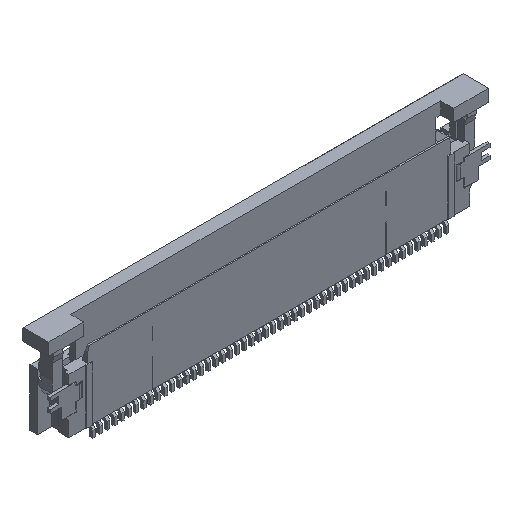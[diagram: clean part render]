
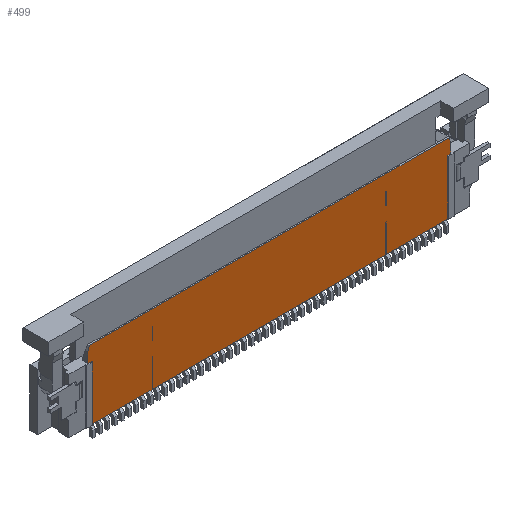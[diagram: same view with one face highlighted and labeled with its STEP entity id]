
A CAD part, isometric view. The second image highlights one B-rep face of the part: STEP entity #499.
In plain terms, the highlighted planar face has unit normal (0, -1, 0).
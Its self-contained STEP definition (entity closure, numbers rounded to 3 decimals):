
#499=ADVANCED_FACE('',(#2964,#2965,#2966),#2967,.T.);
#2964=FACE_OUTER_BOUND('',#7276,.T.);
#2965=FACE_BOUND('',#7277,.T.);
#2966=FACE_BOUND('',#7278,.T.);
#2967=PLANE('',#7279);
#7276=EDGE_LOOP('',(#13195,#13196,#13197,#13198,#13199,#13200,#13201,#13202,#13203,#13204,#13205,#13206,#13207,#13208,#13209,#13210,#13211,#13212));
#7277=EDGE_LOOP('',(#13213,#13214,#13215,#13216));
#7278=EDGE_LOOP('',(#13217,#13218,#13219,#13220));
#7279=AXIS2_PLACEMENT_3D('',#13221,#13222,#13223);
#13195=ORIENTED_EDGE('',*,*,#32088,.F.);
#13196=ORIENTED_EDGE('',*,*,#32089,.F.);
#13197=ORIENTED_EDGE('',*,*,#32090,.T.);
#13198=ORIENTED_EDGE('',*,*,#32091,.T.);
#13199=ORIENTED_EDGE('',*,*,#32092,.F.);
#13200=ORIENTED_EDGE('',*,*,#32093,.F.);
#13201=ORIENTED_EDGE('',*,*,#32094,.T.);
#13202=ORIENTED_EDGE('',*,*,#32095,.T.);
#13203=ORIENTED_EDGE('',*,*,#32096,.T.);
#13204=ORIENTED_EDGE('',*,*,#32097,.T.);
#13205=ORIENTED_EDGE('',*,*,#32098,.T.);
#13206=ORIENTED_EDGE('',*,*,#32099,.F.);
#13207=ORIENTED_EDGE('',*,*,#32100,.F.);
#13208=ORIENTED_EDGE('',*,*,#32101,.F.);
#13209=ORIENTED_EDGE('',*,*,#32102,.T.);
#13210=ORIENTED_EDGE('',*,*,#32103,.T.);
#13211=ORIENTED_EDGE('',*,*,#32104,.T.);
#13212=ORIENTED_EDGE('',*,*,#32105,.T.);
#13213=ORIENTED_EDGE('',*,*,#32106,.F.);
#13214=ORIENTED_EDGE('',*,*,#32107,.F.);
#13215=ORIENTED_EDGE('',*,*,#32108,.F.);
#13216=ORIENTED_EDGE('',*,*,#32109,.F.);
#13217=ORIENTED_EDGE('',*,*,#32110,.F.);
#13218=ORIENTED_EDGE('',*,*,#32111,.F.);
#13219=ORIENTED_EDGE('',*,*,#32112,.F.);
#13220=ORIENTED_EDGE('',*,*,#32113,.F.);
#13221=CARTESIAN_POINT('',(0.0,0.06,3.95));
#13222=DIRECTION('',(0.0,-1.0,0.0));
#13223=DIRECTION('',(0.0,0.0,-1.0));
#32088=EDGE_CURVE('',#39948,#39949,#39950,.T.);
#32089=EDGE_CURVE('',#39951,#39948,#39952,.T.);
#32090=EDGE_CURVE('',#39951,#39953,#39954,.T.);
#32091=EDGE_CURVE('',#39953,#39955,#39956,.T.);
#32092=EDGE_CURVE('',#39957,#39955,#39958,.T.);
#32093=EDGE_CURVE('',#39959,#39957,#39960,.T.);
#32094=EDGE_CURVE('',#39959,#39961,#39962,.T.);
#32095=EDGE_CURVE('',#39961,#39963,#39964,.T.);
#32096=EDGE_CURVE('',#39963,#39965,#39966,.T.);
#32097=EDGE_CURVE('',#39965,#39967,#39968,.T.);
#32098=EDGE_CURVE('',#39967,#39969,#39970,.T.);
#32099=EDGE_CURVE('',#39971,#39969,#39972,.T.);
#32100=EDGE_CURVE('',#39973,#39971,#39974,.T.);
#32101=EDGE_CURVE('',#39975,#39973,#39976,.T.);
#32102=EDGE_CURVE('',#39975,#39977,#39978,.T.);
#32103=EDGE_CURVE('',#39977,#39979,#39980,.T.);
#32104=EDGE_CURVE('',#39979,#39981,#39982,.T.);
#32105=EDGE_CURVE('',#39981,#39949,#39983,.T.);
#32106=EDGE_CURVE('',#39984,#39985,#39986,.T.);
#32107=EDGE_CURVE('',#39987,#39984,#39988,.T.);
#32108=EDGE_CURVE('',#39989,#39987,#39990,.T.);
#32109=EDGE_CURVE('',#39985,#39989,#39991,.T.);
#32110=EDGE_CURVE('',#39992,#39993,#39994,.T.);
#32111=EDGE_CURVE('',#39995,#39992,#39996,.T.);
#32112=EDGE_CURVE('',#39997,#39995,#39998,.T.);
#32113=EDGE_CURVE('',#39993,#39997,#39999,.T.);
#39948=VERTEX_POINT('',#51865);
#39949=VERTEX_POINT('',#51866);
#39950=LINE('',#51867,#51868);
#39951=VERTEX_POINT('',#51869);
#39952=LINE('',#51870,#51871);
#39953=VERTEX_POINT('',#51872);
#39954=LINE('',#51873,#51874);
#39955=VERTEX_POINT('',#51875);
#39956=LINE('',#51876,#51877);
#39957=VERTEX_POINT('',#51878);
#39958=LINE('',#51879,#51880);
#39959=VERTEX_POINT('',#51881);
#39960=LINE('',#51882,#51883);
#39961=VERTEX_POINT('',#51884);
#39962=LINE('',#51885,#51886);
#39963=VERTEX_POINT('',#51887);
#39964=LINE('',#51888,#51889);
#39965=VERTEX_POINT('',#51890);
#39966=LINE('',#51891,#51892);
#39967=VERTEX_POINT('',#51893);
#39968=LINE('',#51894,#51895);
#39969=VERTEX_POINT('',#51896);
#39970=LINE('',#51897,#51898);
#39971=VERTEX_POINT('',#51899);
#39972=LINE('',#51900,#51901);
#39973=VERTEX_POINT('',#51902);
#39974=LINE('',#51903,#51904);
#39975=VERTEX_POINT('',#51905);
#39976=LINE('',#51906,#51907);
#39977=VERTEX_POINT('',#51908);
#39978=LINE('',#51909,#51910);
#39979=VERTEX_POINT('',#51911);
#39980=LINE('',#51912,#51913);
#39981=VERTEX_POINT('',#51914);
#39982=LINE('',#51915,#51916);
#39983=LINE('',#51917,#51918);
#39984=VERTEX_POINT('',#51919);
#39985=VERTEX_POINT('',#51920);
#39986=LINE('',#51921,#51922);
#39987=VERTEX_POINT('',#51923);
#39988=LINE('',#51924,#51925);
#39989=VERTEX_POINT('',#51926);
#39990=LINE('',#51927,#51928);
#39991=LINE('',#51929,#51930);
#39992=VERTEX_POINT('',#51931);
#39993=VERTEX_POINT('',#51932);
#39994=LINE('',#51933,#51934);
#39995=VERTEX_POINT('',#51935);
#39996=LINE('',#51936,#51937);
#39997=VERTEX_POINT('',#51938);
#39998=LINE('',#51939,#51940);
#39999=LINE('',#51941,#51942);
#51865=CARTESIAN_POINT('',(-8.075,0.06,2.1));
#51866=CARTESIAN_POINT('',(-8.125,0.06,2.1));
#51867=CARTESIAN_POINT('',(-8.075,0.06,2.1));
#51868=VECTOR('',#67407,0.05);
#51869=CARTESIAN_POINT('',(-8.075,0.06,0.15));
#51870=CARTESIAN_POINT('',(-8.075,0.06,0.15));
#51871=VECTOR('',#67408,1.95);
#51872=CARTESIAN_POINT('',(8.075,0.06,0.15));
#51873=CARTESIAN_POINT('',(-8.075,0.06,0.15));
#51874=VECTOR('',#67409,16.15);
#51875=CARTESIAN_POINT('',(8.075,0.06,2.1));
#51876=CARTESIAN_POINT('',(8.075,0.06,0.15));
#51877=VECTOR('',#67410,1.95);
#51878=CARTESIAN_POINT('',(8.125,0.06,2.1));
#51879=CARTESIAN_POINT('',(8.125,0.06,2.1));
#51880=VECTOR('',#67411,0.05);
#51881=CARTESIAN_POINT('',(8.125,0.06,0.15));
#51882=CARTESIAN_POINT('',(8.125,0.06,0.15));
#51883=VECTOR('',#67412,1.95);
#51884=CARTESIAN_POINT('',(12.375,0.06,0.15));
#51885=CARTESIAN_POINT('',(8.125,0.06,0.15));
#51886=VECTOR('',#67413,4.25);
#51887=CARTESIAN_POINT('',(12.375,0.06,3.95));
#51888=CARTESIAN_POINT('',(12.375,0.06,0.15));
#51889=VECTOR('',#67414,3.8);
#51890=CARTESIAN_POINT('',(12.575,0.06,3.95));
#51891=CARTESIAN_POINT('',(12.375,0.06,3.95));
#51892=VECTOR('',#67415,0.2);
#51893=CARTESIAN_POINT('',(12.575,0.06,4.65));
#51894=CARTESIAN_POINT('',(12.575,0.06,3.95));
#51895=VECTOR('',#67416,0.7);
#51896=CARTESIAN_POINT('',(12.475,0.06,5.0));
#51897=CARTESIAN_POINT('',(12.575,0.06,4.65));
#51898=VECTOR('',#67417,0.364);
#51899=CARTESIAN_POINT('',(-12.475,0.06,5.0));
#51900=CARTESIAN_POINT('',(-12.475,0.06,5.0));
#51901=VECTOR('',#67418,24.95);
#51902=CARTESIAN_POINT('',(-12.575,0.06,4.65));
#51903=CARTESIAN_POINT('',(-12.575,0.06,4.65));
#51904=VECTOR('',#67419,0.364);
#51905=CARTESIAN_POINT('',(-12.575,0.06,3.95));
#51906=CARTESIAN_POINT('',(-12.575,0.06,3.95));
#51907=VECTOR('',#67420,0.7);
#51908=CARTESIAN_POINT('',(-12.325,0.06,3.95));
#51909=CARTESIAN_POINT('',(-12.575,0.06,3.95));
#51910=VECTOR('',#67421,0.25);
#51911=CARTESIAN_POINT('',(-12.325,0.06,0.15));
#51912=CARTESIAN_POINT('',(-12.325,0.06,3.95));
#51913=VECTOR('',#67422,3.8);
#51914=CARTESIAN_POINT('',(-8.125,0.06,0.15));
#51915=CARTESIAN_POINT('',(-12.325,0.06,0.15));
#51916=VECTOR('',#67423,4.2);
#51917=CARTESIAN_POINT('',(-8.125,0.06,0.15));
#51918=VECTOR('',#67424,1.95);
#51919=CARTESIAN_POINT('',(-8.125,0.06,3.1));
#51920=CARTESIAN_POINT('',(-8.075,0.06,3.1));
#51921=CARTESIAN_POINT('',(-8.125,0.06,3.1));
#51922=VECTOR('',#67425,0.05);
#51923=CARTESIAN_POINT('',(-8.125,0.06,3.95));
#51924=CARTESIAN_POINT('',(-8.125,0.06,3.95));
#51925=VECTOR('',#67426,0.85);
#51926=CARTESIAN_POINT('',(-8.075,0.06,3.95));
#51927=CARTESIAN_POINT('',(-8.075,0.06,3.95));
#51928=VECTOR('',#67427,0.05);
#51929=CARTESIAN_POINT('',(-8.075,0.06,3.1));
#51930=VECTOR('',#67428,0.85);
#51931=CARTESIAN_POINT('',(8.075,0.06,3.1));
#51932=CARTESIAN_POINT('',(8.125,0.06,3.1));
#51933=CARTESIAN_POINT('',(8.075,0.06,3.1));
#51934=VECTOR('',#67429,0.05);
#51935=CARTESIAN_POINT('',(8.075,0.06,3.95));
#51936=CARTESIAN_POINT('',(8.075,0.06,3.95));
#51937=VECTOR('',#67430,0.85);
#51938=CARTESIAN_POINT('',(8.125,0.06,3.95));
#51939=CARTESIAN_POINT('',(8.125,0.06,3.95));
#51940=VECTOR('',#67431,0.05);
#51941=CARTESIAN_POINT('',(8.125,0.06,3.1));
#51942=VECTOR('',#67432,0.85);
#67407=DIRECTION('',(-1.0,0.0,0.0));
#67408=DIRECTION('',(0.0,0.0,1.0));
#67409=DIRECTION('',(1.0,0.0,0.0));
#67410=DIRECTION('',(0.0,0.0,1.0));
#67411=DIRECTION('',(-1.0,0.0,0.0));
#67412=DIRECTION('',(0.0,0.0,1.0));
#67413=DIRECTION('',(1.0,0.0,0.0));
#67414=DIRECTION('',(0.0,0.0,1.0));
#67415=DIRECTION('',(1.0,0.0,0.0));
#67416=DIRECTION('',(0.0,0.0,1.0));
#67417=DIRECTION('',(-0.275,0.0,0.962));
#67418=DIRECTION('',(1.0,0.0,0.0));
#67419=DIRECTION('',(0.275,0.0,0.962));
#67420=DIRECTION('',(0.0,0.0,1.0));
#67421=DIRECTION('',(1.0,0.0,0.0));
#67422=DIRECTION('',(0.0,0.0,-1.0));
#67423=DIRECTION('',(1.0,0.0,0.0));
#67424=DIRECTION('',(0.0,0.0,1.0));
#67425=DIRECTION('',(1.0,0.0,0.0));
#67426=DIRECTION('',(0.0,0.0,-1.0));
#67427=DIRECTION('',(-1.0,0.0,0.0));
#67428=DIRECTION('',(0.0,0.0,1.0));
#67429=DIRECTION('',(1.0,0.0,0.0));
#67430=DIRECTION('',(0.0,0.0,-1.0));
#67431=DIRECTION('',(-1.0,0.0,0.0));
#67432=DIRECTION('',(0.0,0.0,1.0));
